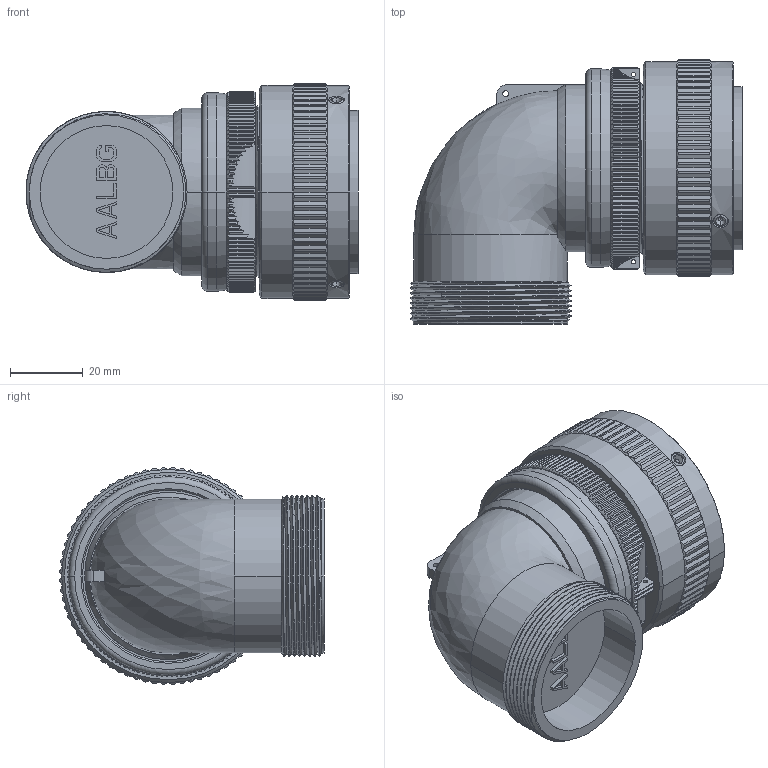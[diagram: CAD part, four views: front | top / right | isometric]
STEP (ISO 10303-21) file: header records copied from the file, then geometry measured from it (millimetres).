
FILE_DESCRIPTION((''),'2;1');
FILE_NAME('VG95234K-32_SW0001','2023-03-23T15:19:22',('paultorloting'),('NET AG system integration'),'CREO PARAMETRIC BY PTC INC, 2021404','CREO PARAMETRIC BY PTC INC, 2021404','');
FILE_SCHEMA(('AUTOMOTIVE_DESIGN { 1 0 10303 214 1 1 1 1 }'));
Length unit declared in the file: millimetre
Products named in the file (1): VG95234K-32_SW0001
Bounding box: 91.33 x 72.67 x 59.58 mm (x, y, z)
Volume: 148361.4 mm3; surface area: 36709.6 mm2
Topology: 1 solids, 1 shells, 2421 faces, 6610 edges, 4158 vertices
Faces by surface type: bspline 1242, plane 681, cylinder 340, cone 148, torus 10
Entity records: 125789 total; most frequent: CARTESIAN_POINT 67547, ORIENTED_EDGE 13208, EDGE_CURVE 6604, DIRECTION 6414, VERTEX_POINT 4158, B_SPLINE_CURVE_WITH_KNOTS 3249, VECTOR 2677, LINE 2677
